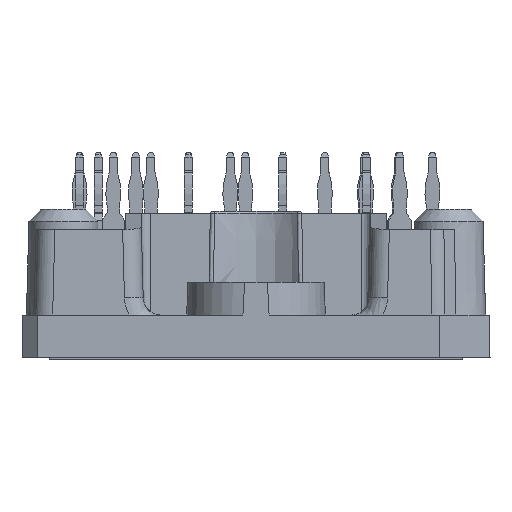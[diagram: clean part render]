
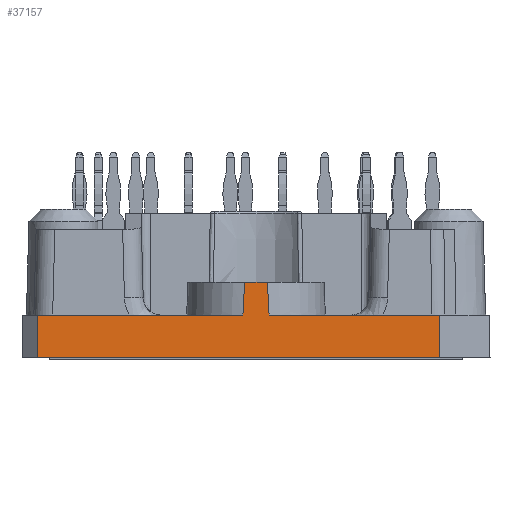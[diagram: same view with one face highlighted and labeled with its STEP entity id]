
A CAD part, left-side view. The second image highlights one B-rep face of the part: STEP entity #37157.
In plain terms, the highlighted planar face has unit normal (-1, 0, 0.018).
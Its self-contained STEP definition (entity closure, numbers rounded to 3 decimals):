
#2083=B_SPLINE_CURVE_WITH_KNOTS('',3,(#54922,#54923,#54924,#54925),
 .UNSPECIFIED.,.F.,.F.,(4,4),(0.,0.003),.UNSPECIFIED.);
#2086=B_SPLINE_CURVE_WITH_KNOTS('',3,(#54943,#54944,#54945,#54946),
 .UNSPECIFIED.,.F.,.F.,(4,4),(0.,0.003),.UNSPECIFIED.);
#4423=ORIENTED_EDGE('',*,*,#11891,.F.);
#4424=ORIENTED_EDGE('',*,*,#12011,.T.);
#4425=ORIENTED_EDGE('',*,*,#11945,.T.);
#4426=ORIENTED_EDGE('',*,*,#12012,.T.);
#4427=ORIENTED_EDGE('',*,*,#11868,.F.);
#4428=ORIENTED_EDGE('',*,*,#11750,.T.);
#4429=ORIENTED_EDGE('',*,*,#11782,.T.);
#4430=ORIENTED_EDGE('',*,*,#11756,.F.);
#11750=EDGE_CURVE('',#15422,#15421,#2083,.T.);
#11756=EDGE_CURVE('',#15426,#15427,#2086,.T.);
#11782=EDGE_CURVE('',#15421,#15427,#17969,.F.);
#11868=EDGE_CURVE('',#15422,#15513,#18006,.F.);
#11891=EDGE_CURVE('',#15531,#15426,#18022,.F.);
#11945=EDGE_CURVE('',#15580,#15579,#18048,.F.);
#12011=EDGE_CURVE('',#15531,#15580,#18099,.F.);
#12012=EDGE_CURVE('',#15579,#15513,#18100,.F.);
#15421=VERTEX_POINT('',#54921);
#15422=VERTEX_POINT('',#54926);
#15426=VERTEX_POINT('',#54942);
#15427=VERTEX_POINT('',#54947);
#15513=VERTEX_POINT('',#55286);
#15531=VERTEX_POINT('',#55336);
#15579=VERTEX_POINT('',#55447);
#15580=VERTEX_POINT('',#55449);
#17969=LINE('',#55025,#20573);
#18006=LINE('',#55285,#20610);
#18022=LINE('',#55337,#20626);
#18048=LINE('',#55448,#20652);
#18099=LINE('',#55583,#20703);
#18100=LINE('',#55584,#20704);
#20573=VECTOR('',#42472,1000.);
#20610=VECTOR('',#42591,1000.);
#20626=VECTOR('',#42623,1000.);
#20652=VECTOR('',#42705,1000.);
#20703=VECTOR('',#42812,1000.);
#20704=VECTOR('',#42813,1000.);
#22937=EDGE_LOOP('',(#4423,#4424,#4425,#4426,#4427,#4428,#4429,#4430));
#24511=FACE_BOUND('',#22937,.T.);
#25814=PLANE('',#38853);
#37157=ADVANCED_FACE('',(#24511),#25814,.T.);
#38853=AXIS2_PLACEMENT_3D('',#55582,#42810,#42811);
#42472=DIRECTION('',(0.,-1.,0.));
#42591=DIRECTION('',(0.,1.,0.));
#42623=DIRECTION('',(0.,1.,0.));
#42705=DIRECTION('',(0.,1.,0.));
#42810=DIRECTION('',(-1.,0.,0.017));
#42811=DIRECTION('',(0.017,0.,1.));
#42812=DIRECTION('',(0.017,-0.017,1.));
#42813=DIRECTION('',(-0.017,-0.007,-1.));
#54921=CARTESIAN_POINT('',(-40.895,-0.913,6.));
#54922=CARTESIAN_POINT('',(-40.941,-1.044,3.4));
#54923=CARTESIAN_POINT('',(-40.926,-1.003,4.267));
#54924=CARTESIAN_POINT('',(-40.91,-0.959,5.133));
#54925=CARTESIAN_POINT('',(-40.895,-0.913,6.));
#54926=CARTESIAN_POINT('',(-40.941,-1.044,3.4));
#54942=CARTESIAN_POINT('',(-40.941,1.044,3.4));
#54943=CARTESIAN_POINT('',(-40.941,1.044,3.4));
#54944=CARTESIAN_POINT('',(-40.926,1.003,4.267));
#54945=CARTESIAN_POINT('',(-40.91,0.959,5.133));
#54946=CARTESIAN_POINT('',(-40.895,0.913,6.));
#54947=CARTESIAN_POINT('',(-40.895,0.913,6.));
#55025=CARTESIAN_POINT('',(-40.895,0.,6.));
#55285=CARTESIAN_POINT('',(-40.941,0.,3.4));
#55286=CARTESIAN_POINT('',(-40.941,-14.675,3.4));
#55336=CARTESIAN_POINT('',(-40.941,17.43,3.4));
#55337=CARTESIAN_POINT('',(-40.941,0.,3.4));
#55447=CARTESIAN_POINT('',(-41.,-14.7,0.));
#55448=CARTESIAN_POINT('',(-41.,0.,0.));
#55449=CARTESIAN_POINT('',(-41.,17.49,0.));
#55582=CARTESIAN_POINT('',(-41.,0.,0.));
#55583=CARTESIAN_POINT('',(-40.995,17.484,0.305));
#55584=CARTESIAN_POINT('',(-40.998,-14.699,0.134));
